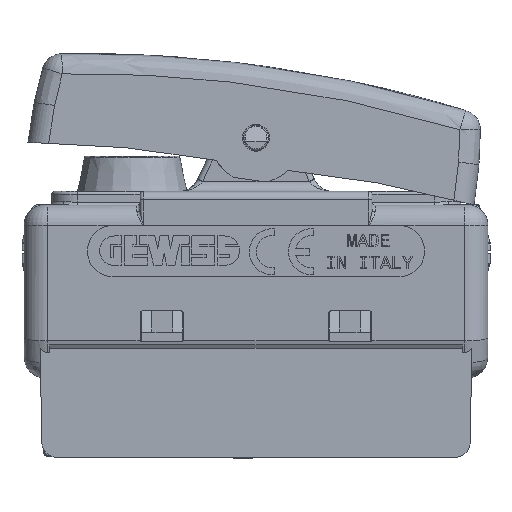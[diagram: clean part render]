
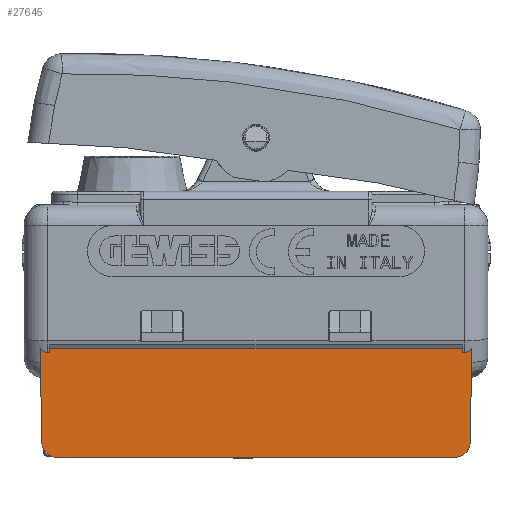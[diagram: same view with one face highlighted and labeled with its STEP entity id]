
A CAD part, front view. The second image highlights one B-rep face of the part: STEP entity #27645.
In plain terms, the highlighted planar face has unit normal (0, -1, 0).
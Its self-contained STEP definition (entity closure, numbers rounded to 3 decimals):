
#27561=AXIS2_PLACEMENT_3D('Plane Axis2P3D',#27558,#27559,#27560) ;
#19282=CARTESIAN_POINT('Vertex',(-20.78,-11.2,-23.026)) ;
#19285=CARTESIAN_POINT('Line Origine',(-20.93,-11.2,-14.45)) ;
#19289=CARTESIAN_POINT('Vertex',(-20.939,-11.2,-13.902)) ;
#20009=CARTESIAN_POINT('Vertex',(20.939,-11.2,-13.902)) ;
#20012=CARTESIAN_POINT('Line Origine',(20.93,-11.2,-14.45)) ;
#20016=CARTESIAN_POINT('Vertex',(20.78,-11.2,-23.026)) ;
#27526=CARTESIAN_POINT('Control Point',(-20.25,-11.2,-14.32)) ;
#27527=CARTESIAN_POINT('Control Point',(-20.417,-11.2,-14.32)) ;
#27528=CARTESIAN_POINT('Control Point',(-20.584,-11.2,-14.257)) ;
#27529=CARTESIAN_POINT('Control Point',(-20.716,-11.2,-14.149)) ;
#27530=CARTESIAN_POINT('Control Point',(-20.835,-11.2,-14.031)) ;
#27531=CARTESIAN_POINT('Control Point',(-20.939,-11.2,-13.902)) ;
#27532=CARTESIAN_POINT('Vertex',(-20.25,-11.2,-14.32)) ;
#27558=CARTESIAN_POINT('Axis2P3D Location',(21.1,-11.2,-19.5)) ;
#27563=CARTESIAN_POINT('Line Origine',(20.,-11.2,-19.196)) ;
#27567=CARTESIAN_POINT('Vertex',(20.,-11.2,-14.32)) ;
#27569=CARTESIAN_POINT('Vertex',(20.,-11.2,-13.895)) ;
#27572=CARTESIAN_POINT('Line Origine',(0.,-11.2,-13.895)) ;
#27576=CARTESIAN_POINT('Vertex',(-20.,-11.2,-13.895)) ;
#27579=CARTESIAN_POINT('Line Origine',(-20.,-11.2,-19.196)) ;
#27583=CARTESIAN_POINT('Vertex',(-20.,-11.2,-14.32)) ;
#27586=CARTESIAN_POINT('Line Origine',(0.,-11.2,-14.32)) ;
#27592=CARTESIAN_POINT('Control Point',(-20.78,-11.2,-23.026)) ;
#27593=CARTESIAN_POINT('Control Point',(-20.772,-11.2,-23.492)) ;
#27594=CARTESIAN_POINT('Control Point',(-20.583,-11.2,-23.955)) ;
#27595=CARTESIAN_POINT('Control Point',(-20.213,-11.2,-24.32)) ;
#27596=CARTESIAN_POINT('Control Point',(-19.746,-11.2,-24.5)) ;
#27597=CARTESIAN_POINT('Control Point',(-19.28,-11.2,-24.5)) ;
#27598=CARTESIAN_POINT('Vertex',(-19.28,-11.2,-24.5)) ;
#27601=CARTESIAN_POINT('Line Origine',(0.,-11.2,-24.5)) ;
#27605=CARTESIAN_POINT('Vertex',(19.28,-11.2,-24.5)) ;
#27609=CARTESIAN_POINT('Control Point',(19.28,-11.2,-24.5)) ;
#27610=CARTESIAN_POINT('Control Point',(19.746,-11.2,-24.5)) ;
#27611=CARTESIAN_POINT('Control Point',(20.213,-11.2,-24.32)) ;
#27612=CARTESIAN_POINT('Control Point',(20.583,-11.2,-23.955)) ;
#27613=CARTESIAN_POINT('Control Point',(20.772,-11.2,-23.492)) ;
#27614=CARTESIAN_POINT('Control Point',(20.78,-11.2,-23.026)) ;
#27617=CARTESIAN_POINT('Control Point',(20.25,-11.2,-14.32)) ;
#27618=CARTESIAN_POINT('Control Point',(20.417,-11.2,-14.32)) ;
#27619=CARTESIAN_POINT('Control Point',(20.584,-11.2,-14.257)) ;
#27620=CARTESIAN_POINT('Control Point',(20.716,-11.2,-14.149)) ;
#27621=CARTESIAN_POINT('Control Point',(20.835,-11.2,-14.031)) ;
#27622=CARTESIAN_POINT('Control Point',(20.939,-11.2,-13.902)) ;
#27623=CARTESIAN_POINT('Vertex',(20.25,-11.2,-14.32)) ;
#27626=CARTESIAN_POINT('Line Origine',(0.,-11.2,-14.32)) ;
#19286=DIRECTION('Vector Direction',(-0.017,0.,1.)) ;
#20013=DIRECTION('Vector Direction',(0.017,0.,1.)) ;
#27559=DIRECTION('Axis2P3D Direction',(0.,-1.,0.)) ;
#27560=DIRECTION('Axis2P3D XDirection',(0.,0.,1.)) ;
#27564=DIRECTION('Vector Direction',(0.,0.,1.)) ;
#27573=DIRECTION('Vector Direction',(-1.,0.,0.)) ;
#27580=DIRECTION('Vector Direction',(0.,0.,1.)) ;
#27587=DIRECTION('Vector Direction',(-1.,0.,0.)) ;
#27602=DIRECTION('Vector Direction',(-1.,0.,0.)) ;
#27627=DIRECTION('Vector Direction',(-1.,0.,0.)) ;
#19287=VECTOR('Line Direction',#19286,1.) ;
#20014=VECTOR('Line Direction',#20013,1.) ;
#27565=VECTOR('Line Direction',#27564,1.) ;
#27574=VECTOR('Line Direction',#27573,1.) ;
#27581=VECTOR('Line Direction',#27580,1.) ;
#27588=VECTOR('Line Direction',#27587,1.) ;
#27603=VECTOR('Line Direction',#27602,1.) ;
#27628=VECTOR('Line Direction',#27627,1.) ;
#27632=ORIENTED_EDGE('',*,*,#27571,.T.) ;
#27633=ORIENTED_EDGE('',*,*,#27578,.T.) ;
#27634=ORIENTED_EDGE('',*,*,#27585,.T.) ;
#27635=ORIENTED_EDGE('',*,*,#27590,.T.) ;
#27636=ORIENTED_EDGE('',*,*,#27534,.T.) ;
#27637=ORIENTED_EDGE('',*,*,#19291,.F.) ;
#27638=ORIENTED_EDGE('',*,*,#27600,.F.) ;
#27639=ORIENTED_EDGE('',*,*,#27607,.T.) ;
#27640=ORIENTED_EDGE('',*,*,#27615,.T.) ;
#27641=ORIENTED_EDGE('',*,*,#20018,.T.) ;
#27642=ORIENTED_EDGE('',*,*,#27625,.F.) ;
#27643=ORIENTED_EDGE('',*,*,#27630,.T.) ;
#27645=ADVANCED_FACE('PartBody',(#27644),#27562,.T.) ;
#27525=B_SPLINE_CURVE_WITH_KNOTS('',5,(#27526,#27527,#27528,#27529,#27530,#27531),.UNSPECIFIED.,.F.,.U.,(6,6),(0.,1.178),.UNSPECIFIED.) ;
#27591=B_SPLINE_CURVE_WITH_KNOTS('',5,(#27592,#27593,#27594,#27595,#27596,#27597),.UNSPECIFIED.,.F.,.U.,(6,6),(2.382,4.712),.UNSPECIFIED.) ;
#27608=B_SPLINE_CURVE_WITH_KNOTS('',5,(#27609,#27610,#27611,#27612,#27613,#27614),.UNSPECIFIED.,.F.,.U.,(6,6),(4.712,7.042),.UNSPECIFIED.) ;
#27616=B_SPLINE_CURVE_WITH_KNOTS('',5,(#27617,#27618,#27619,#27620,#27621,#27622),.UNSPECIFIED.,.F.,.U.,(6,6),(0.,1.178),.UNSPECIFIED.) ;
#19291=EDGE_CURVE('',#19283,#19290,#19288,.T.) ;
#20018=EDGE_CURVE('',#20017,#20010,#20015,.T.) ;
#27534=EDGE_CURVE('',#27533,#19290,#27525,.T.) ;
#27571=EDGE_CURVE('',#27568,#27570,#27566,.T.) ;
#27578=EDGE_CURVE('',#27570,#27577,#27575,.T.) ;
#27585=EDGE_CURVE('',#27577,#27584,#27582,.F.) ;
#27590=EDGE_CURVE('',#27584,#27533,#27589,.T.) ;
#27600=EDGE_CURVE('',#27599,#19283,#27591,.F.) ;
#27607=EDGE_CURVE('',#27599,#27606,#27604,.F.) ;
#27615=EDGE_CURVE('',#27606,#20017,#27608,.T.) ;
#27625=EDGE_CURVE('',#27624,#20010,#27616,.T.) ;
#27630=EDGE_CURVE('',#27624,#27568,#27629,.T.) ;
#27631=EDGE_LOOP('',(#27632,#27633,#27634,#27635,#27636,#27637,#27638,#27639,#27640,#27641,#27642,#27643)) ;
#27644=FACE_OUTER_BOUND('',#27631,.T.) ;
#19288=LINE('Line',#19285,#19287) ;
#20015=LINE('Line',#20012,#20014) ;
#27566=LINE('Line',#27563,#27565) ;
#27575=LINE('Line',#27572,#27574) ;
#27582=LINE('Line',#27579,#27581) ;
#27589=LINE('Line',#27586,#27588) ;
#27604=LINE('Line',#27601,#27603) ;
#27629=LINE('Line',#27626,#27628) ;
#27562=PLANE('',#27561) ;
#19283=VERTEX_POINT('',#19282) ;
#19290=VERTEX_POINT('',#19289) ;
#20010=VERTEX_POINT('',#20009) ;
#20017=VERTEX_POINT('',#20016) ;
#27533=VERTEX_POINT('',#27532) ;
#27568=VERTEX_POINT('',#27567) ;
#27570=VERTEX_POINT('',#27569) ;
#27577=VERTEX_POINT('',#27576) ;
#27584=VERTEX_POINT('',#27583) ;
#27599=VERTEX_POINT('',#27598) ;
#27606=VERTEX_POINT('',#27605) ;
#27624=VERTEX_POINT('',#27623) ;
